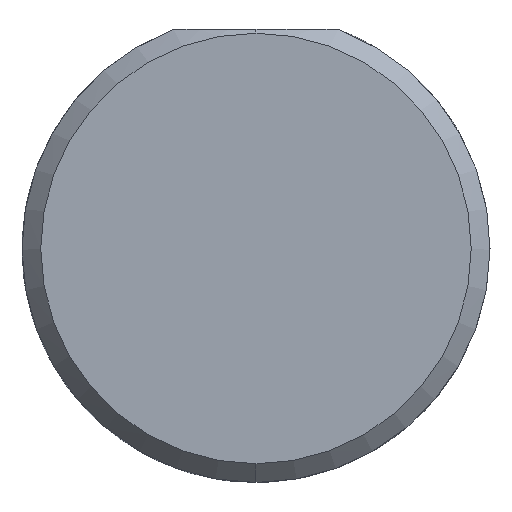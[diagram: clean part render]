
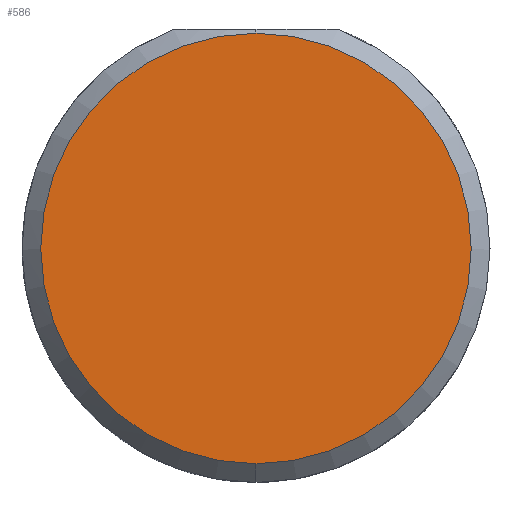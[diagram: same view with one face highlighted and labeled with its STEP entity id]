
A CAD part, left-side view. The second image highlights one B-rep face of the part: STEP entity #586.
In plain terms, the highlighted planar face has unit normal (-1, 0, 0).
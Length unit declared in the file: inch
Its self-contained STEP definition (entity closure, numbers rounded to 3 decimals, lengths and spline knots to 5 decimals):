
#7 = CARTESIAN_POINT ( 'NONE',  ( 0., 0., 0. ) ) ;
#23 = EDGE_CURVE ( 'NONE', #487, #331, #307, .T. ) ;
#72 = CARTESIAN_POINT ( 'NONE',  ( 0., 0., -0.17235 ) ) ;
#88 = AXIS2_PLACEMENT_3D ( 'NONE', #7, #485, #350 ) ;
#127 = DIRECTION ( 'NONE',  ( 0., 0., 1. ) ) ;
#137 = CARTESIAN_POINT ( 'NONE',  ( 0., 0., 0.17235 ) ) ;
#154 = DIRECTION ( 'NONE',  ( 1., 0., 0. ) ) ;
#179 = EDGE_CURVE ( 'NONE', #331, #487, #613, .T. ) ;
#194 = DIRECTION ( 'NONE',  ( -1., 0., 0. ) ) ;
#235 = EDGE_LOOP ( 'NONE', ( #361, #484 ) ) ;
#296 = AXIS2_PLACEMENT_3D ( 'NONE', #431, #194, #127 ) ;
#297 = AXIS2_PLACEMENT_3D ( 'NONE', #498, #154, #539 ) ;
#307 = CIRCLE ( 'NONE', #296, 0.17235 ) ;
#331 = VERTEX_POINT ( 'NONE', #72 ) ;
#343 = FACE_OUTER_BOUND ( 'NONE', #235, .T. ) ;
#350 = DIRECTION ( 'NONE',  ( 0., 0., 1. ) ) ;
#361 = ORIENTED_EDGE ( 'NONE', *, *, #179, .T. ) ;
#431 = CARTESIAN_POINT ( 'NONE',  ( 0., 0., 0. ) ) ;
#484 = ORIENTED_EDGE ( 'NONE', *, *, #23, .T. ) ;
#485 = DIRECTION ( 'NONE',  ( -1., 0., 0. ) ) ;
#487 = VERTEX_POINT ( 'NONE', #137 ) ;
#498 = CARTESIAN_POINT ( 'NONE',  ( 0., 0., 0. ) ) ;
#539 = DIRECTION ( 'NONE',  ( 0., 0., -1. ) ) ;
#586 = ADVANCED_FACE ( 'NONE', ( #343 ), #589, .F. ) ;
#589 = PLANE ( 'NONE',  #297 ) ;
#613 = CIRCLE ( 'NONE', #88, 0.17235 ) ;
